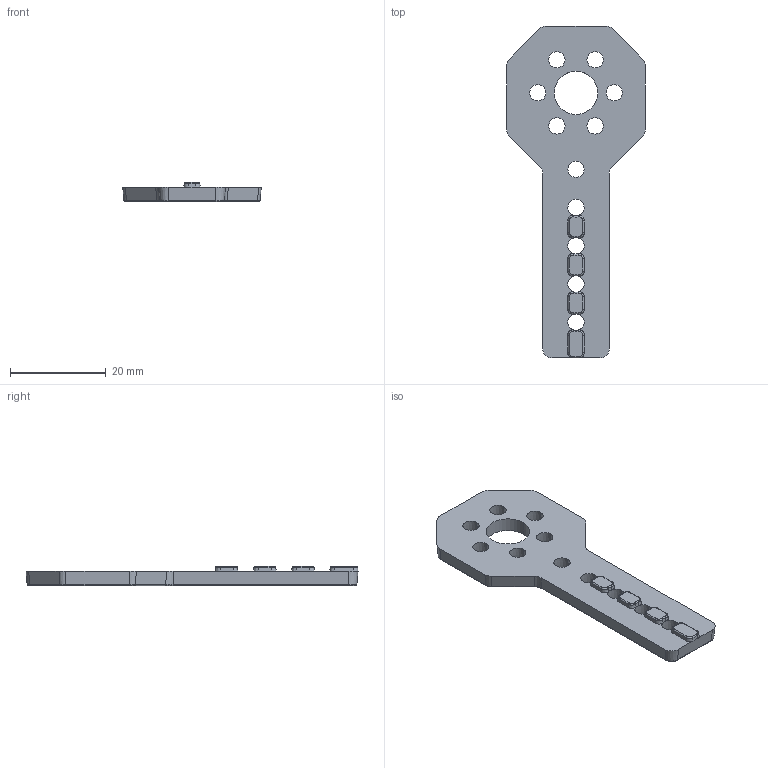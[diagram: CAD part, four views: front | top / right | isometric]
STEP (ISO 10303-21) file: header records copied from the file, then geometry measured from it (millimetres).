
FILE_DESCRIPTION (( 'STEP AP203' ), '1' );
FILE_NAME ('REV-41-1304_Default.step', '2016-09-04T21:37:21', ( '' ), ( '' ), 'SwSTEP 2.0', 'SolidWorks 2015', '' );
FILE_SCHEMA (( 'CONFIG_CONTROL_DESIGN' ));
Length unit declared in the file: inch
Products named in the file (1): REV-41-1304_Default
Bounding box: 29 x 69.5 x 4 mm (x, y, z)
Volume: 3371.8 mm3; surface area: 3238.4 mm2
Topology: 1 solids, 1 shells, 134 faces, 340 edges, 204 vertices
Faces by surface type: bspline 47, cone 39, plane 25, cylinder 23
Entity records: 5368 total; most frequent: CARTESIAN_POINT 2361, ORIENTED_EDGE 680, DIRECTION 514, EDGE_CURVE 340, VERTEX_POINT 204, AXIS2_PLACEMENT_3D 197, EDGE_LOOP 154, FACE_OUTER_BOUND 134
